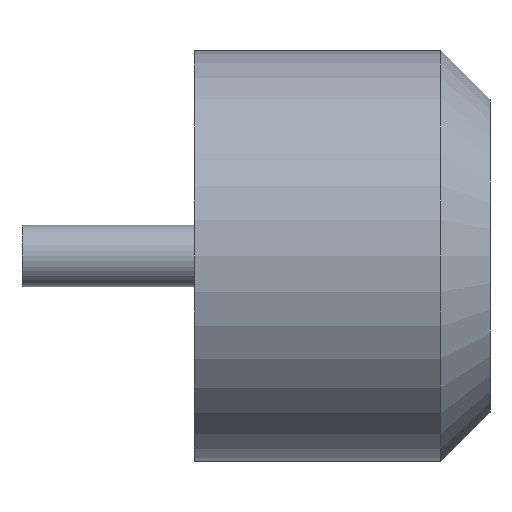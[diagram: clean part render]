
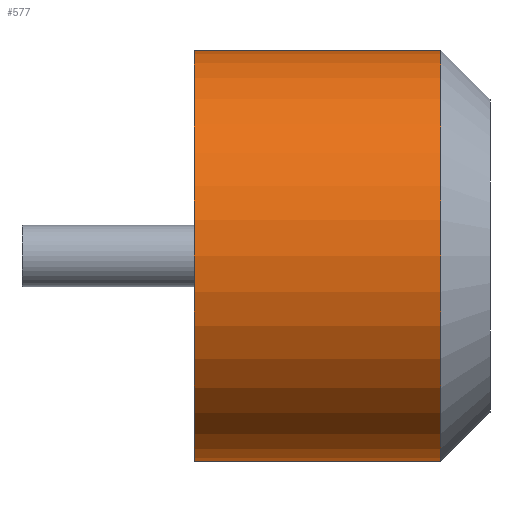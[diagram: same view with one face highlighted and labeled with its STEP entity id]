
A CAD part, left-side view. The second image highlights one B-rep face of the part: STEP entity #577.
In plain terms, the highlighted cylindrical face has radius 16.7 mm (diameter 33.4 mm), a partial arc.
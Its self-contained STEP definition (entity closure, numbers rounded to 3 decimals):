
#12 = CARTESIAN_POINT ( 'NONE',  ( 0., 4., -16.7 ) ) ;
#71 = FACE_OUTER_BOUND ( 'NONE', #312, .T. ) ;
#84 = CARTESIAN_POINT ( 'NONE',  ( 0., 24.05, -16.7 ) ) ;
#91 = ORIENTED_EDGE ( 'NONE', *, *, #397, .F. ) ;
#143 = LINE ( 'NONE', #84, #358 ) ;
#152 = ORIENTED_EDGE ( 'NONE', *, *, #163, .T. ) ;
#153 = CARTESIAN_POINT ( 'NONE',  ( 0., 24.05, -16.7 ) ) ;
#163 = EDGE_CURVE ( 'NONE', #521, #430, #274, .T. ) ;
#169 = DIRECTION ( 'NONE',  ( 0., 1., 0. ) ) ;
#181 = DIRECTION ( 'NONE',  ( 0., 0., 1. ) ) ;
#216 = CARTESIAN_POINT ( 'NONE',  ( 0., 24.05, 16.7 ) ) ;
#251 = DIRECTION ( 'NONE',  ( 0., -1., 0. ) ) ;
#258 = VECTOR ( 'NONE', #356, 1000. ) ;
#266 = DIRECTION ( 'NONE',  ( 0., -1., 0. ) ) ;
#274 = CIRCLE ( 'NONE', #478, 16.7 ) ;
#278 = DIRECTION ( 'NONE',  ( 0., 0., 1. ) ) ;
#291 = CYLINDRICAL_SURFACE ( 'NONE', #524, 16.7 ) ;
#311 = LINE ( 'NONE', #216, #258 ) ;
#312 = EDGE_LOOP ( 'NONE', ( #91, #399, #539, #152 ) ) ;
#334 = AXIS2_PLACEMENT_3D ( 'NONE', #580, #169, #181 ) ;
#341 = DIRECTION ( 'NONE',  ( 0., 0., -1. ) ) ;
#356 = DIRECTION ( 'NONE',  ( 0., -1., 0. ) ) ;
#358 = VECTOR ( 'NONE', #266, 1000. ) ;
#367 = CARTESIAN_POINT ( 'NONE',  ( 0., 4., 0. ) ) ;
#397 = EDGE_CURVE ( 'NONE', #423, #430, #311, .T. ) ;
#398 = CARTESIAN_POINT ( 'NONE',  ( 0., 24.05, 16.7 ) ) ;
#399 = ORIENTED_EDGE ( 'NONE', *, *, #437, .F. ) ;
#423 = VERTEX_POINT ( 'NONE', #398 ) ;
#430 = VERTEX_POINT ( 'NONE', #447 ) ;
#437 = EDGE_CURVE ( 'NONE', #569, #423, #498, .T. ) ;
#440 = EDGE_CURVE ( 'NONE', #569, #521, #143, .T. ) ;
#447 = CARTESIAN_POINT ( 'NONE',  ( 0., 4., 16.7 ) ) ;
#469 = CARTESIAN_POINT ( 'NONE',  ( 0., 24.05, 0. ) ) ;
#478 = AXIS2_PLACEMENT_3D ( 'NONE', #367, #550, #278 ) ;
#498 = CIRCLE ( 'NONE', #334, 16.7 ) ;
#521 = VERTEX_POINT ( 'NONE', #12 ) ;
#524 = AXIS2_PLACEMENT_3D ( 'NONE', #469, #251, #341 ) ;
#539 = ORIENTED_EDGE ( 'NONE', *, *, #440, .T. ) ;
#550 = DIRECTION ( 'NONE',  ( 0., 1., 0. ) ) ;
#569 = VERTEX_POINT ( 'NONE', #153 ) ;
#577 = ADVANCED_FACE ( 'NONE', ( #71 ), #291, .T. ) ;
#580 = CARTESIAN_POINT ( 'NONE',  ( 0., 24.05, 0. ) ) ;
